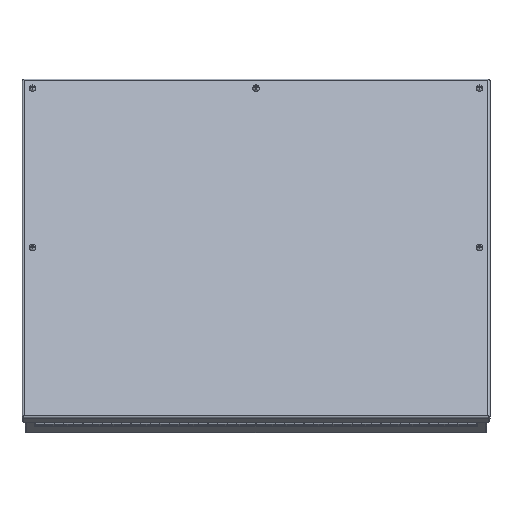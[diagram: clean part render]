
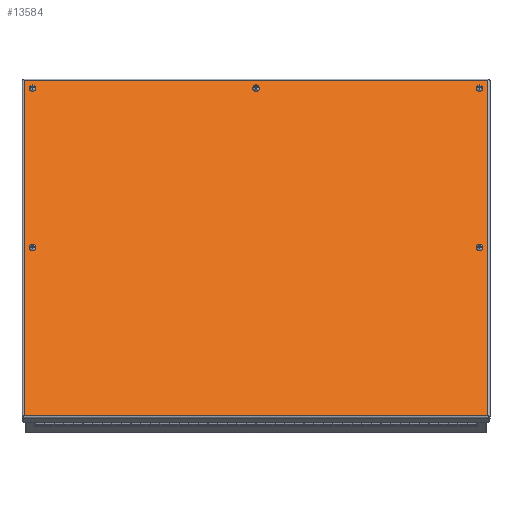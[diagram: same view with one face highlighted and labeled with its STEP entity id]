
A CAD part, front view. The second image highlights one B-rep face of the part: STEP entity #13584.
In plain terms, the highlighted planar face has unit normal (0, -0.866, 0.5).
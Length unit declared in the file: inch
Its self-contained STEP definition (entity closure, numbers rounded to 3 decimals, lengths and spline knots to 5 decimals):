
#76 = EDGE_LOOP ( 'NONE', ( #27060, #23077 ) ) ;
#374 = AXIS2_PLACEMENT_3D ( 'NONE', #27966, #27352, #8752 ) ;
#395 = ORIENTED_EDGE ( 'NONE', *, *, #26569, .F. ) ;
#567 = AXIS2_PLACEMENT_3D ( 'NONE', #5536, #12374, #21810 ) ;
#657 = EDGE_CURVE ( 'NONE', #16372, #21725, #12982, .T. ) ;
#1175 = ORIENTED_EDGE ( 'NONE', *, *, #1615, .F. ) ;
#1543 = CIRCLE ( 'NONE', #11960, 0.125 ) ;
#1615 = EDGE_CURVE ( 'NONE', #15650, #28772, #16292, .T. ) ;
#2109 = CARTESIAN_POINT ( 'NONE',  ( 11.625, -3.60229, 17.81423 ) ) ;
#2295 = ORIENTED_EDGE ( 'NONE', *, *, #23218, .F. ) ;
#2493 = DIRECTION ( 'NONE',  ( 0., -0.5, -0.866 ) ) ;
#2862 = ORIENTED_EDGE ( 'NONE', *, *, #3473, .F. ) ;
#3187 = EDGE_CURVE ( 'NONE', #20646, #20235, #6527, .T. ) ;
#3201 = ORIENTED_EDGE ( 'NONE', *, *, #25689, .F. ) ;
#3412 = CARTESIAN_POINT ( 'NONE',  ( -11.625, -3.47729, 18.03074 ) ) ;
#3473 = EDGE_CURVE ( 'NONE', #12075, #9107, #1543, .T. ) ;
#3764 = CARTESIAN_POINT ( 'NONE',  ( -12.0635, -3.29679, 18.34337 ) ) ;
#4632 = ORIENTED_EDGE ( 'NONE', *, *, #18493, .F. ) ;
#4988 = EDGE_LOOP ( 'NONE', ( #395, #2862 ) ) ;
#5344 = DIRECTION ( 'NONE',  ( 0., -0.866, 0.5 ) ) ;
#5536 = CARTESIAN_POINT ( 'NONE',  ( 11.625, -3.53979, 17.92248 ) ) ;
#5690 = VERTEX_POINT ( 'NONE', #6067 ) ;
#6067 = CARTESIAN_POINT ( 'NONE',  ( -11.625, -8.26604, 9.73638 ) ) ;
#6527 = CIRCLE ( 'NONE', #21357, 0.125 ) ;
#7071 = CIRCLE ( 'NONE', #14989, 0.125 ) ;
#7155 = DIRECTION ( 'NONE',  ( 0., 0.5, 0.866 ) ) ;
#7442 = LINE ( 'NONE', #16172, #21167 ) ;
#7588 = DIRECTION ( 'NONE',  ( 0., -0.866, 0.5 ) ) ;
#7765 = DIRECTION ( 'NONE',  ( -1., 0., 0. ) ) ;
#8175 = EDGE_CURVE ( 'NONE', #22220, #17387, #7442, .T. ) ;
#8198 = AXIS2_PLACEMENT_3D ( 'NONE', #21242, #16748, #7155 ) ;
#8696 = FACE_BOUND ( 'NONE', #14681, .T. ) ;
#8752 = DIRECTION ( 'NONE',  ( 0., 0.5, 0.866 ) ) ;
#9107 = VERTEX_POINT ( 'NONE', #12181 ) ;
#9612 = CARTESIAN_POINT ( 'NONE',  ( -11.625, -3.53979, 17.92248 ) ) ;
#9876 = ORIENTED_EDGE ( 'NONE', *, *, #18136, .F. ) ;
#9910 = CARTESIAN_POINT ( 'NONE',  ( -11.625, -8.32854, 9.62812 ) ) ;
#10412 = CARTESIAN_POINT ( 'NONE',  ( 12.1715, -13.41429, 0.81935 ) ) ;
#10427 = VECTOR ( 'NONE', #7765, 39.37008 ) ;
#10760 = VECTOR ( 'NONE', #27519, 39.37008 ) ;
#11485 = ORIENTED_EDGE ( 'NONE', *, *, #14937, .F. ) ;
#11713 = VERTEX_POINT ( 'NONE', #11789 ) ;
#11789 = CARTESIAN_POINT ( 'NONE',  ( -11.625, -8.39104, 9.51987 ) ) ;
#11960 = AXIS2_PLACEMENT_3D ( 'NONE', #28271, #14175, #28423 ) ;
#12033 = VECTOR ( 'NONE', #2493, 39.37008 ) ;
#12075 = VERTEX_POINT ( 'NONE', #15780 ) ;
#12105 = DIRECTION ( 'NONE',  ( 0., -0.5, -0.866 ) ) ;
#12181 = CARTESIAN_POINT ( 'NONE',  ( 11.625, -8.39104, 9.51987 ) ) ;
#12374 = DIRECTION ( 'NONE',  ( 0., -0.866, 0.5 ) ) ;
#12417 = CIRCLE ( 'NONE', #12906, 0.125 ) ;
#12553 = DIRECTION ( 'NONE',  ( 0., 0.5, 0.866 ) ) ;
#12906 = AXIS2_PLACEMENT_3D ( 'NONE', #17326, #15168, #20267 ) ;
#12952 = DIRECTION ( 'NONE',  ( 0., 0.5, 0.866 ) ) ;
#12982 = CIRCLE ( 'NONE', #567, 0.125 ) ;
#13090 = CARTESIAN_POINT ( 'NONE',  ( 0., -3.47729, 18.03074 ) ) ;
#13200 = FACE_BOUND ( 'NONE', #13592, .T. ) ;
#13584 = ADVANCED_FACE ( 'NONE', ( #24959, #13200, #17986, #27449, #25113, #8696 ), #17525, .F. ) ;
#13592 = EDGE_LOOP ( 'NONE', ( #16059, #2295 ) ) ;
#14037 = CARTESIAN_POINT ( 'NONE',  ( 12.1715, -3.29679, 18.34337 ) ) ;
#14175 = DIRECTION ( 'NONE',  ( 0., -0.866, 0.5 ) ) ;
#14528 = CIRCLE ( 'NONE', #29358, 0.125 ) ;
#14540 = ORIENTED_EDGE ( 'NONE', *, *, #27985, .F. ) ;
#14681 = EDGE_LOOP ( 'NONE', ( #4632, #11485 ) ) ;
#14937 = EDGE_CURVE ( 'NONE', #5690, #11713, #15594, .T. ) ;
#14989 = AXIS2_PLACEMENT_3D ( 'NONE', #9612, #19517, #12553 ) ;
#15168 = DIRECTION ( 'NONE',  ( 0., -0.866, 0.5 ) ) ;
#15241 = CIRCLE ( 'NONE', #374, 0.125 ) ;
#15594 = CIRCLE ( 'NONE', #16597, 0.125 ) ;
#15650 = VERTEX_POINT ( 'NONE', #20541 ) ;
#15780 = CARTESIAN_POINT ( 'NONE',  ( 11.625, -8.26604, 9.73638 ) ) ;
#16059 = ORIENTED_EDGE ( 'NONE', *, *, #657, .F. ) ;
#16139 = VERTEX_POINT ( 'NONE', #28557 ) ;
#16172 = CARTESIAN_POINT ( 'NONE',  ( -12.0635, -13.41429, 0.81935 ) ) ;
#16292 = LINE ( 'NONE', #23715, #12033 ) ;
#16372 = VERTEX_POINT ( 'NONE', #30351 ) ;
#16597 = AXIS2_PLACEMENT_3D ( 'NONE', #9910, #7588, #12105 ) ;
#16748 = DIRECTION ( 'NONE',  ( 0., -0.866, 0.5 ) ) ;
#17283 = DIRECTION ( 'NONE',  ( 0., -0.5, -0.866 ) ) ;
#17326 = CARTESIAN_POINT ( 'NONE',  ( -11.625, -3.53979, 17.92248 ) ) ;
#17387 = VERTEX_POINT ( 'NONE', #3764 ) ;
#17525 = PLANE ( 'NONE',  #26988 ) ;
#17593 = CARTESIAN_POINT ( 'NONE',  ( 11.625, -8.32854, 9.62812 ) ) ;
#17670 = ORIENTED_EDGE ( 'NONE', *, *, #26105, .F. ) ;
#17986 = FACE_OUTER_BOUND ( 'NONE', #22570, .T. ) ;
#18136 = EDGE_CURVE ( 'NONE', #25785, #16139, #7071, .T. ) ;
#18493 = EDGE_CURVE ( 'NONE', #11713, #5690, #14528, .T. ) ;
#18521 = LINE ( 'NONE', #14037, #10760 ) ;
#19517 = DIRECTION ( 'NONE',  ( 0., -0.866, 0.5 ) ) ;
#19541 = CARTESIAN_POINT ( 'NONE',  ( 12.1715, -13.36029, 0.91288 ) ) ;
#19564 = CARTESIAN_POINT ( 'NONE',  ( 12.0635, -13.36029, 0.91288 ) ) ;
#19863 = DIRECTION ( 'NONE',  ( 0., 0.866, -0.5 ) ) ;
#20235 = VERTEX_POINT ( 'NONE', #13090 ) ;
#20267 = DIRECTION ( 'NONE',  ( 0., 0.5, 0.866 ) ) ;
#20290 = CARTESIAN_POINT ( 'NONE',  ( 0., -3.60229, 17.81423 ) ) ;
#20541 = CARTESIAN_POINT ( 'NONE',  ( 12.0635, -3.29679, 18.34337 ) ) ;
#20646 = VERTEX_POINT ( 'NONE', #20290 ) ;
#20973 = EDGE_CURVE ( 'NONE', #20235, #20646, #24511, .T. ) ;
#21167 = VECTOR ( 'NONE', #26192, 39.37008 ) ;
#21242 = CARTESIAN_POINT ( 'NONE',  ( 0., -3.53979, 17.92248 ) ) ;
#21357 = AXIS2_PLACEMENT_3D ( 'NONE', #24555, #5344, #12952 ) ;
#21725 = VERTEX_POINT ( 'NONE', #2109 ) ;
#21810 = DIRECTION ( 'NONE',  ( 0., 0.5, 0.866 ) ) ;
#21887 = CARTESIAN_POINT ( 'NONE',  ( -12.0635, -13.36029, 0.91288 ) ) ;
#22220 = VERTEX_POINT ( 'NONE', #21887 ) ;
#22570 = EDGE_LOOP ( 'NONE', ( #29307, #3201, #1175, #14540 ) ) ;
#23077 = ORIENTED_EDGE ( 'NONE', *, *, #3187, .F. ) ;
#23218 = EDGE_CURVE ( 'NONE', #21725, #16372, #15241, .T. ) ;
#23304 = AXIS2_PLACEMENT_3D ( 'NONE', #17593, #27049, #17283 ) ;
#23518 = CARTESIAN_POINT ( 'NONE',  ( -11.625, -8.32854, 9.62812 ) ) ;
#23715 = CARTESIAN_POINT ( 'NONE',  ( 12.0635, -13.41429, 0.81935 ) ) ;
#24511 = CIRCLE ( 'NONE', #8198, 0.125 ) ;
#24555 = CARTESIAN_POINT ( 'NONE',  ( 0., -3.53979, 17.92248 ) ) ;
#24959 = FACE_BOUND ( 'NONE', #27289, .T. ) ;
#25113 = FACE_BOUND ( 'NONE', #4988, .T. ) ;
#25689 = EDGE_CURVE ( 'NONE', #28772, #22220, #26357, .T. ) ;
#25785 = VERTEX_POINT ( 'NONE', #3412 ) ;
#26105 = EDGE_CURVE ( 'NONE', #16139, #25785, #12417, .T. ) ;
#26192 = DIRECTION ( 'NONE',  ( 0., 0.5, 0.866 ) ) ;
#26357 = LINE ( 'NONE', #19541, #10427 ) ;
#26569 = EDGE_CURVE ( 'NONE', #9107, #12075, #26706, .T. ) ;
#26706 = CIRCLE ( 'NONE', #23304, 0.125 ) ;
#26988 = AXIS2_PLACEMENT_3D ( 'NONE', #10412, #19863, #29309 ) ;
#27049 = DIRECTION ( 'NONE',  ( 0., -0.866, 0.5 ) ) ;
#27060 = ORIENTED_EDGE ( 'NONE', *, *, #20973, .F. ) ;
#27289 = EDGE_LOOP ( 'NONE', ( #9876, #17670 ) ) ;
#27352 = DIRECTION ( 'NONE',  ( 0., -0.866, 0.5 ) ) ;
#27449 = FACE_BOUND ( 'NONE', #76, .T. ) ;
#27519 = DIRECTION ( 'NONE',  ( 1., 0., 0. ) ) ;
#27966 = CARTESIAN_POINT ( 'NONE',  ( 11.625, -3.53979, 17.92248 ) ) ;
#27985 = EDGE_CURVE ( 'NONE', #17387, #15650, #18521, .T. ) ;
#28271 = CARTESIAN_POINT ( 'NONE',  ( 11.625, -8.32854, 9.62812 ) ) ;
#28323 = DIRECTION ( 'NONE',  ( 0., -0.5, -0.866 ) ) ;
#28423 = DIRECTION ( 'NONE',  ( 0., -0.5, -0.866 ) ) ;
#28557 = CARTESIAN_POINT ( 'NONE',  ( -11.625, -3.60229, 17.81423 ) ) ;
#28624 = DIRECTION ( 'NONE',  ( 0., -0.866, 0.5 ) ) ;
#28772 = VERTEX_POINT ( 'NONE', #19564 ) ;
#29307 = ORIENTED_EDGE ( 'NONE', *, *, #8175, .F. ) ;
#29309 = DIRECTION ( 'NONE',  ( 0., -0.5, -0.866 ) ) ;
#29358 = AXIS2_PLACEMENT_3D ( 'NONE', #23518, #28624, #28323 ) ;
#30351 = CARTESIAN_POINT ( 'NONE',  ( 11.625, -3.47729, 18.03074 ) ) ;
